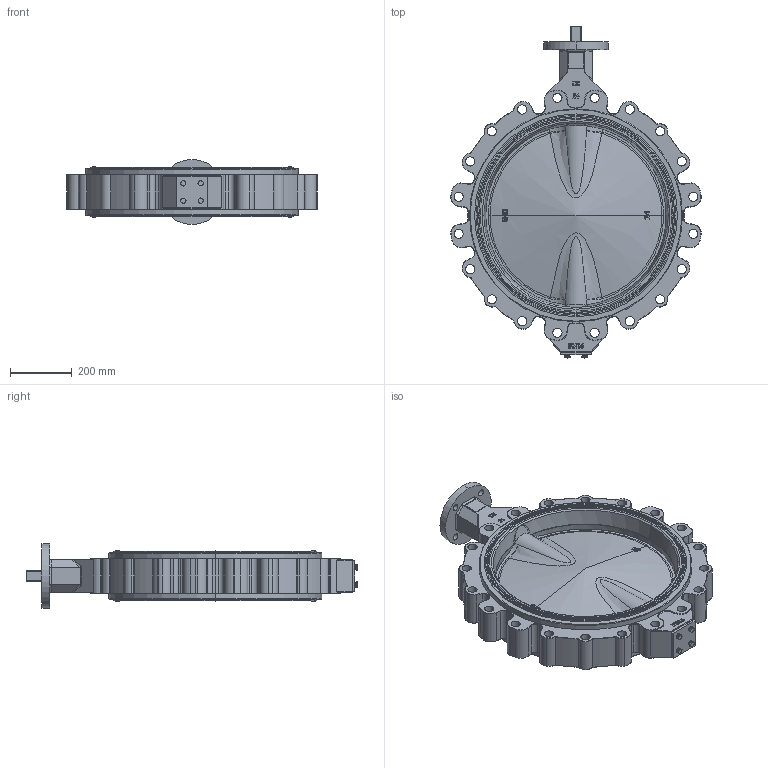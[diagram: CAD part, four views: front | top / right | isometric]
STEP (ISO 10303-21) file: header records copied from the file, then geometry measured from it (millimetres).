
FILE_DESCRIPTION (( 'STEP AP214' ), '1' );
FILE_NAME ('B20L-SX-PN10-DN600-00装配体卡簧.STEP', '2022-10-15T08:09:53', ( '微软用户' ), ( '微软中国' ), 'SwSTEP 2.0', 'SolidWorks 2021', '' );
FILE_SCHEMA (( 'AUTOMOTIVE_DESIGN' ));
Length unit declared in the file: millimetre
Products named in the file (1): B20L-SX-PN10-DN600-00蚾饜极縐銅
Bounding box: 810.95 x 1075.6 x 210 mm (x, y, z)
Volume: 30896105.6 mm3; surface area: 3287568.1 mm2
Topology: 19 solids, 19 shells, 1347 faces, 3334 edges, 2058 vertices
Faces by surface type: cylinder 446, torus 337, plane 310, bspline 175, cone 75, sphere 4
Entity records: 69193 total; most frequent: CARTESIAN_POINT 22456, DIRECTION 6800, ORIENTED_EDGE 6624, EDGE_CURVE 3312, AXIS2_PLACEMENT_3D 2822, VERTEX_POINT 2056, CIRCLE 1649, EDGE_LOOP 1488
